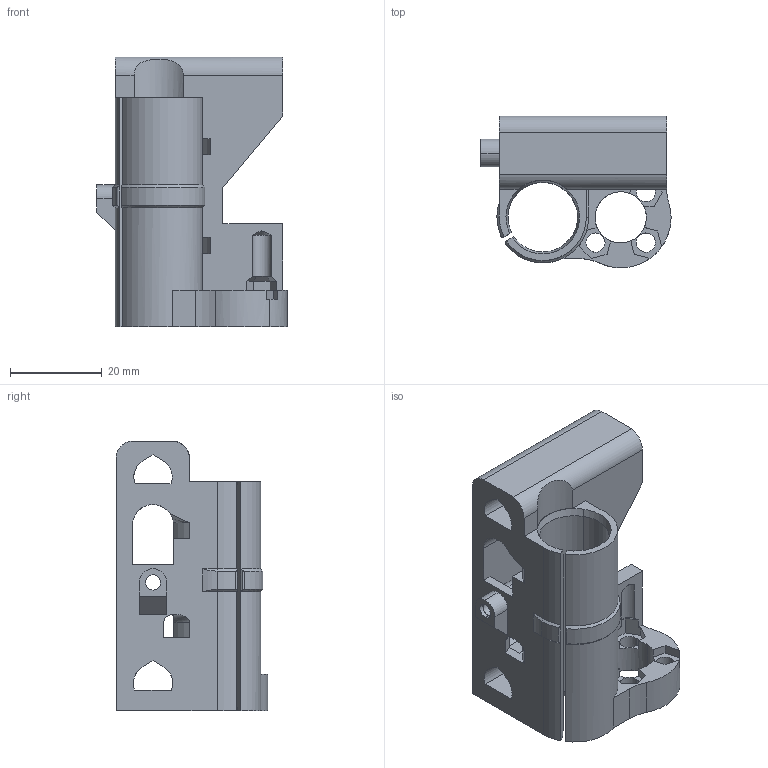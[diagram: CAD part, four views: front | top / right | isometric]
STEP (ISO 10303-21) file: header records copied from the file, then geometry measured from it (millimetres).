
FILE_DESCRIPTION(('CATIA V5 STEP Exchange'),'2;1');
FILE_NAME('X end_idler.stp','2018-02-21T10:30:53+00:00',('none'),('none'),'CATIA Version 5 Release 20 GA (IN-10)','CATIA V5 STEP AP203','none');
FILE_SCHEMA(('CONFIG_CONTROL_DESIGN'));
Length unit declared in the file: millimetre
Products named in the file (1): B - X end_idler
Bounding box: 41.5 x 33 x 58.85 mm (x, y, z)
Volume: 23895.4 mm3; surface area: 15807.8 mm2
Topology: 1 solids, 1 shells, 160 faces, 467 edges, 306 vertices
Faces by surface type: plane 96, cylinder 51, cone 11, torus 1, bspline 1
Entity records: 5830 total; most frequent: CARTESIAN_POINT 1664, ORIENTED_EDGE 934, DIRECTION 713, EDGE_CURVE 467, VECTOR 310, LINE 310, VERTEX_POINT 306, AXIS2_PLACEMENT_3D 245
